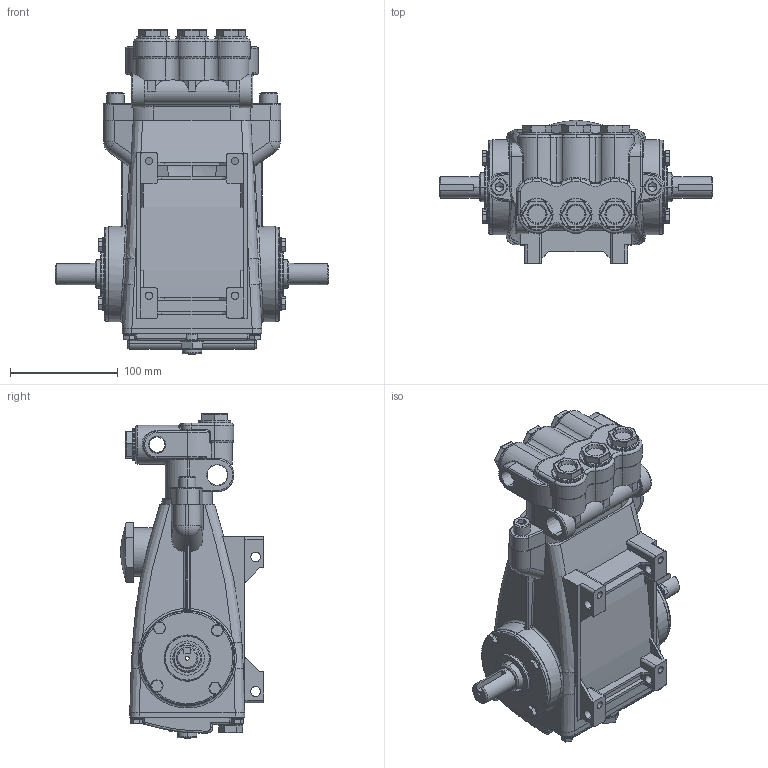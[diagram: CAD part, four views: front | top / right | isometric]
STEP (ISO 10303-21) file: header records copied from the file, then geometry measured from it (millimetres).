
FILE_DESCRIPTION (( 'STEP AP214' ), '1' );
FILE_NAME ('311.STEP', '2009-09-22T12:24:32', ( 'Eric Peterson' ), ( 'DDC' ), 'SwSTEP 2.0', 'SolidWorks 2009', '' );
FILE_SCHEMA (( 'AUTOMOTIVE_DESIGN' ));
Length unit declared in the file: millimetre
Products named in the file (1): 311
Bounding box: 254 x 133.35 x 301.75 mm (x, y, z)
Surface area: 220996.1 mm2 (no closed solid volume)
Topology: 0 solids, 16 shells, 1045 faces, 2841 edges, 1694 vertices
Faces by surface type: plane 390, cylinder 346, bspline 126, torus 125, cone 35, sphere 23
Entity records: 49960 total; most frequent: CARTESIAN_POINT 12945, DIRECTION 5497, ORIENTED_EDGE 5149, EDGE_CURVE 2816, AXIS2_PLACEMENT_3D 2120, VERTEX_POINT 1692, VECTOR 1257, LINE 1257
